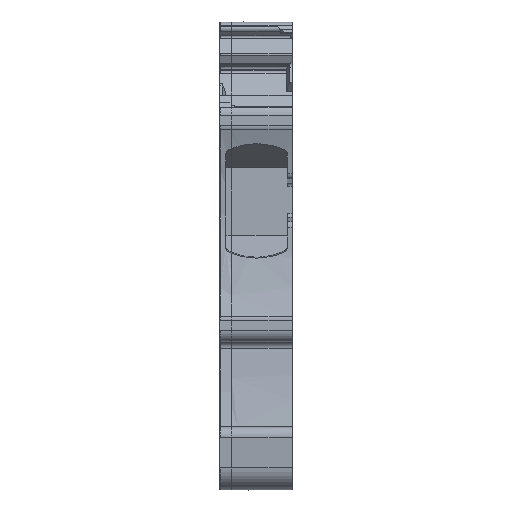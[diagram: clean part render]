
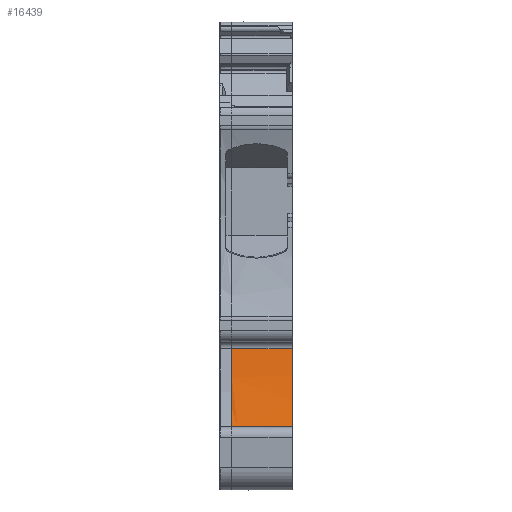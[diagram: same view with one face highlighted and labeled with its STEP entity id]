
A CAD part, front view. The second image highlights one B-rep face of the part: STEP entity #16439.
In plain terms, the highlighted cylindrical face has radius 40 mm (diameter 80 mm), a partial arc.
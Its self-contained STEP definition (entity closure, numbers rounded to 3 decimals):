
#16409=AXIS2_PLACEMENT_3D('Cylinder Axis2P3D',#16406,#16407,#16408) ;
#16413=AXIS2_PLACEMENT_3D('Circle Axis2P3D',#16411,#16412,$) ;
#16420=AXIS2_PLACEMENT_3D('Circle Axis2P3D',#16418,#16419,$) ;
#1748=CARTESIAN_POINT('Vertex',(1.5,3.727,5.313)) ;
#1764=CARTESIAN_POINT('Vertex',(6.1,3.727,5.313)) ;
#1767=CARTESIAN_POINT('Line Origine',(1.875,3.727,5.313)) ;
#13219=CARTESIAN_POINT('Vertex',(1.,3.527,4.586)) ;
#13228=CARTESIAN_POINT('Vertex',(1.187,3.527,4.586)) ;
#13231=CARTESIAN_POINT('Line Origine',(2.55,3.527,4.586)) ;
#14976=CARTESIAN_POINT('Control Point',(1.187,3.527,4.586)) ;
#14977=CARTESIAN_POINT('Control Point',(1.214,3.562,4.708)) ;
#14978=CARTESIAN_POINT('Control Point',(1.244,3.597,4.831)) ;
#14979=CARTESIAN_POINT('Control Point',(1.281,3.625,4.933)) ;
#14980=CARTESIAN_POINT('Control Point',(1.316,3.659,5.06)) ;
#14981=CARTESIAN_POINT('Control Point',(1.39,3.687,5.163)) ;
#14982=CARTESIAN_POINT('Vertex',(1.39,3.687,5.163)) ;
#15010=CARTESIAN_POINT('Control Point',(1.39,3.687,5.163)) ;
#15011=CARTESIAN_POINT('Control Point',(1.427,3.7,5.213)) ;
#15012=CARTESIAN_POINT('Control Point',(1.463,3.714,5.263)) ;
#15013=CARTESIAN_POINT('Control Point',(1.5,3.727,5.313)) ;
#16406=CARTESIAN_POINT('Axis2P3D Location',(1.875,-34.946,15.533)) ;
#16411=CARTESIAN_POINT('Axis2P3D Location',(1.,-34.946,15.533)) ;
#16415=CARTESIAN_POINT('Vertex',(1.,4.89,11.905)) ;
#16418=CARTESIAN_POINT('Axis2P3D Location',(6.1,-34.946,15.533)) ;
#16422=CARTESIAN_POINT('Vertex',(6.1,4.89,11.905)) ;
#16425=CARTESIAN_POINT('Line Origine',(1.875,4.89,11.905)) ;
#1768=DIRECTION('Vector Direction',(-1.,0.,0.)) ;
#13232=DIRECTION('Vector Direction',(1.,0.,0.)) ;
#16407=DIRECTION('Axis2P3D Direction',(-1.,0.,0.)) ;
#16408=DIRECTION('Axis2P3D XDirection',(0.,0.996,-0.091)) ;
#16412=DIRECTION('Axis2P3D Direction',(-1.,0.,0.)) ;
#16419=DIRECTION('Axis2P3D Direction',(-1.,0.,0.)) ;
#16426=DIRECTION('Vector Direction',(-1.,0.,0.)) ;
#1769=VECTOR('Line Direction',#1768,1.) ;
#13233=VECTOR('Line Direction',#13232,1.) ;
#16427=VECTOR('Line Direction',#16426,1.) ;
#16431=ORIENTED_EDGE('',*,*,#16417,.F.) ;
#16432=ORIENTED_EDGE('',*,*,#13235,.T.) ;
#16433=ORIENTED_EDGE('',*,*,#14984,.T.) ;
#16434=ORIENTED_EDGE('',*,*,#15014,.T.) ;
#16435=ORIENTED_EDGE('',*,*,#1771,.F.) ;
#16436=ORIENTED_EDGE('',*,*,#16424,.F.) ;
#16437=ORIENTED_EDGE('',*,*,#16429,.F.) ;
#16439=ADVANCED_FACE('75383_SA_AL2C_2-5_PE.1\\MLD\\MLD_AL2C_2-5_PE',(#16438),#16410,.F.) ;
#14975=B_SPLINE_CURVE_WITH_KNOTS('',5,(#14976,#14977,#14978,#14979,#14980,#14981),.UNSPECIFIED.,.F.,.U.,(6,6),(0.,0.919),.UNSPECIFIED.) ;
#15009=B_SPLINE_CURVE_WITH_KNOTS('',3,(#15010,#15011,#15012,#15013),.UNSPECIFIED.,.F.,.U.,(4,4),(0.,0.319),.UNSPECIFIED.) ;
#16414=CIRCLE('generated circle',#16413,40.) ;
#16421=CIRCLE('generated circle',#16420,40.) ;
#16410=CYLINDRICAL_SURFACE('generated cylinder',#16409,40.) ;
#1771=EDGE_CURVE('',#1765,#1749,#1770,.T.) ;
#13235=EDGE_CURVE('',#13220,#13229,#13234,.T.) ;
#14984=EDGE_CURVE('',#13229,#14983,#14975,.T.) ;
#15014=EDGE_CURVE('',#14983,#1749,#15009,.T.) ;
#16417=EDGE_CURVE('',#13220,#16416,#16414,.F.) ;
#16424=EDGE_CURVE('',#16423,#1765,#16421,.T.) ;
#16429=EDGE_CURVE('',#16416,#16423,#16428,.F.) ;
#16430=EDGE_LOOP('',(#16431,#16432,#16433,#16434,#16435,#16436,#16437)) ;
#16438=FACE_OUTER_BOUND('',#16430,.T.) ;
#1770=LINE('Line',#1767,#1769) ;
#13234=LINE('Line',#13231,#13233) ;
#16428=LINE('Line',#16425,#16427) ;
#1749=VERTEX_POINT('',#1748) ;
#1765=VERTEX_POINT('',#1764) ;
#13220=VERTEX_POINT('',#13219) ;
#13229=VERTEX_POINT('',#13228) ;
#14983=VERTEX_POINT('',#14982) ;
#16416=VERTEX_POINT('',#16415) ;
#16423=VERTEX_POINT('',#16422) ;
